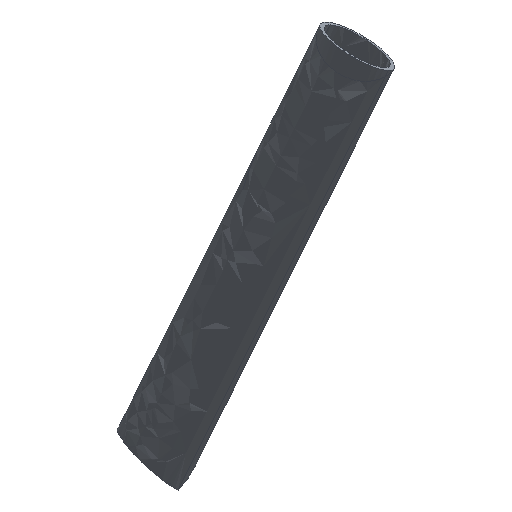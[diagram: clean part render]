
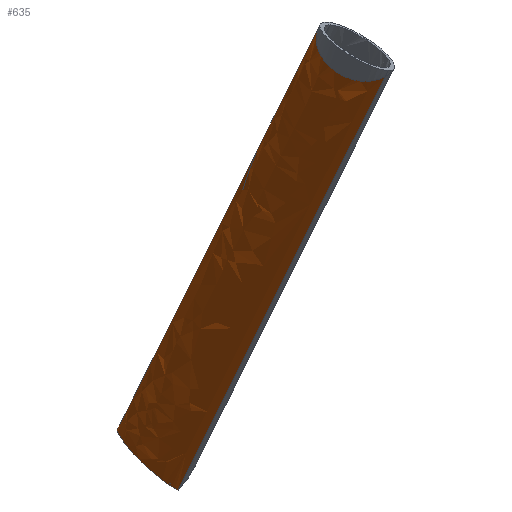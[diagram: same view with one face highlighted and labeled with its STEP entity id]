
A CAD part, isometric view. The second image highlights one B-rep face of the part: STEP entity #635.
In plain terms, the highlighted free-form (B-spline) face has degree [5, 4] with [6, 5] control points.
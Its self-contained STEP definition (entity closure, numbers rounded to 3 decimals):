
#61=CARTESIAN_POINT('Vertex',(-435.,-276.405,184.364)) ;
#118=CARTESIAN_POINT('Vertex',(-439.01,-254.198,194.326)) ;
#152=CARTESIAN_POINT('Vertex',(-435.,-252.329,191.775)) ;
#156=CARTESIAN_POINT('Control Point',(-435.,-252.329,191.775)) ;
#157=CARTESIAN_POINT('Control Point',(-435.817,-252.574,192.32)) ;
#158=CARTESIAN_POINT('Control Point',(-436.633,-252.885,192.851)) ;
#159=CARTESIAN_POINT('Control Point',(-437.44,-253.261,193.364)) ;
#160=CARTESIAN_POINT('Control Point',(-438.234,-253.699,193.857)) ;
#161=CARTESIAN_POINT('Control Point',(-439.01,-254.198,194.326)) ;
#266=CARTESIAN_POINT('Axis2P3D Location',(-435.,-265.,189.48)) ;
#334=CARTESIAN_POINT('Vertex',(-435.,-191.405,-5.116)) ;
#340=CARTESIAN_POINT('Control Point',(-435.,-191.405,-5.116)) ;
#341=CARTESIAN_POINT('Control Point',(-435.214,-191.492,-4.921)) ;
#342=CARTESIAN_POINT('Control Point',(-435.427,-191.576,-4.724)) ;
#343=CARTESIAN_POINT('Control Point',(-435.659,-191.662,-4.508)) ;
#344=CARTESIAN_POINT('Control Point',(-436.141,-191.83,-4.055)) ;
#345=CARTESIAN_POINT('Control Point',(-436.624,-191.976,-3.592)) ;
#346=CARTESIAN_POINT('Control Point',(-436.856,-192.041,-3.367)) ;
#347=CARTESIAN_POINT('Control Point',(-437.644,-192.246,-2.596)) ;
#348=CARTESIAN_POINT('Control Point',(-438.428,-192.391,-1.801)) ;
#349=CARTESIAN_POINT('Control Point',(-438.997,-192.463,-1.211)) ;
#350=CARTESIAN_POINT('Control Point',(-439.56,-192.5,-0.61)) ;
#351=CARTESIAN_POINT('Control Point',(-440.116,-192.5,0.)) ;
#352=CARTESIAN_POINT('Vertex',(-440.116,-192.5,0.)) ;
#374=CARTESIAN_POINT('Vertex',(-439.541,-171.233,8.91)) ;
#487=CARTESIAN_POINT('Control Point',(-439.541,-171.233,8.91)) ;
#488=CARTESIAN_POINT('Control Point',(-440.181,-171.722,9.392)) ;
#489=CARTESIAN_POINT('Control Point',(-440.813,-172.253,9.847)) ;
#490=CARTESIAN_POINT('Control Point',(-441.436,-172.824,10.273)) ;
#491=CARTESIAN_POINT('Control Point',(-442.891,-174.291,11.21)) ;
#492=CARTESIAN_POINT('Control Point',(-444.237,-176.001,11.917)) ;
#493=CARTESIAN_POINT('Control Point',(-444.971,-177.082,12.237)) ;
#494=CARTESIAN_POINT('Control Point',(-446.069,-179.023,12.57)) ;
#495=CARTESIAN_POINT('Control Point',(-446.863,-181.135,12.492)) ;
#496=CARTESIAN_POINT('Control Point',(-447.121,-182.004,12.386)) ;
#497=CARTESIAN_POINT('Control Point',(-447.448,-183.541,12.054)) ;
#498=CARTESIAN_POINT('Control Point',(-447.528,-185.034,11.473)) ;
#499=CARTESIAN_POINT('Control Point',(-447.515,-185.661,11.177)) ;
#500=CARTESIAN_POINT('Control Point',(-447.37,-187.076,10.383)) ;
#501=CARTESIAN_POINT('Control Point',(-446.979,-188.315,9.399)) ;
#502=CARTESIAN_POINT('Control Point',(-446.681,-188.955,8.785)) ;
#503=CARTESIAN_POINT('Control Point',(-445.937,-190.139,7.439)) ;
#504=CARTESIAN_POINT('Control Point',(-444.987,-191.014,6.006)) ;
#505=CARTESIAN_POINT('Control Point',(-444.449,-191.391,5.246)) ;
#506=CARTESIAN_POINT('Control Point',(-443.307,-191.999,3.722)) ;
#507=CARTESIAN_POINT('Control Point',(-442.066,-192.339,2.209)) ;
#508=CARTESIAN_POINT('Control Point',(-441.429,-192.447,1.462)) ;
#509=CARTESIAN_POINT('Control Point',(-440.777,-192.5,0.725)) ;
#510=CARTESIAN_POINT('Control Point',(-440.116,-192.5,0.)) ;
#559=CARTESIAN_POINT('Vertex',(-435.,-170.786,10.)) ;
#563=CARTESIAN_POINT('Control Point',(-435.,-252.329,191.775)) ;
#564=CARTESIAN_POINT('Control Point',(-435.,-236.021,155.42)) ;
#565=CARTESIAN_POINT('Control Point',(-435.,-219.712,119.065)) ;
#566=CARTESIAN_POINT('Control Point',(-435.,-203.403,82.71)) ;
#567=CARTESIAN_POINT('Control Point',(-435.,-187.095,46.355)) ;
#568=CARTESIAN_POINT('Control Point',(-435.,-170.786,10.)) ;
#571=CARTESIAN_POINT('Control Point',(-435.,-276.405,184.364)) ;
#572=CARTESIAN_POINT('Control Point',(-435.,-259.405,146.468)) ;
#573=CARTESIAN_POINT('Control Point',(-435.,-242.405,108.572)) ;
#574=CARTESIAN_POINT('Control Point',(-435.,-225.405,70.676)) ;
#575=CARTESIAN_POINT('Control Point',(-435.,-208.405,32.78)) ;
#576=CARTESIAN_POINT('Control Point',(-435.,-191.405,-5.116)) ;
#589=CARTESIAN_POINT('Control Point',(-435.,-276.405,184.364)) ;
#590=CARTESIAN_POINT('Control Point',(-447.5,-276.405,184.364)) ;
#591=CARTESIAN_POINT('Control Point',(-453.75,-265.,189.48)) ;
#592=CARTESIAN_POINT('Control Point',(-447.5,-253.595,194.596)) ;
#593=CARTESIAN_POINT('Control Point',(-435.,-253.595,194.596)) ;
#594=CARTESIAN_POINT('Control Point',(-435.,-259.405,146.468)) ;
#595=CARTESIAN_POINT('Control Point',(-447.5,-259.405,146.468)) ;
#596=CARTESIAN_POINT('Control Point',(-453.75,-248.,151.584)) ;
#597=CARTESIAN_POINT('Control Point',(-447.5,-236.595,156.7)) ;
#598=CARTESIAN_POINT('Control Point',(-435.,-236.595,156.7)) ;
#599=CARTESIAN_POINT('Control Point',(-435.,-242.405,108.572)) ;
#600=CARTESIAN_POINT('Control Point',(-447.5,-242.405,108.572)) ;
#601=CARTESIAN_POINT('Control Point',(-453.75,-231.,113.688)) ;
#602=CARTESIAN_POINT('Control Point',(-447.5,-219.595,118.804)) ;
#603=CARTESIAN_POINT('Control Point',(-435.,-219.595,118.804)) ;
#604=CARTESIAN_POINT('Control Point',(-435.,-225.405,70.676)) ;
#605=CARTESIAN_POINT('Control Point',(-447.5,-225.405,70.676)) ;
#606=CARTESIAN_POINT('Control Point',(-453.75,-214.,75.792)) ;
#607=CARTESIAN_POINT('Control Point',(-447.5,-202.595,80.908)) ;
#608=CARTESIAN_POINT('Control Point',(-435.,-202.595,80.908)) ;
#609=CARTESIAN_POINT('Control Point',(-435.,-208.405,32.78)) ;
#610=CARTESIAN_POINT('Control Point',(-447.5,-208.405,32.78)) ;
#611=CARTESIAN_POINT('Control Point',(-453.75,-197.,37.896)) ;
#612=CARTESIAN_POINT('Control Point',(-447.5,-185.595,43.012)) ;
#613=CARTESIAN_POINT('Control Point',(-435.,-185.595,43.012)) ;
#614=CARTESIAN_POINT('Control Point',(-435.,-191.405,-5.116)) ;
#615=CARTESIAN_POINT('Control Point',(-447.5,-191.405,-5.116)) ;
#616=CARTESIAN_POINT('Control Point',(-453.75,-180.,0.)) ;
#617=CARTESIAN_POINT('Control Point',(-447.5,-168.595,5.116)) ;
#618=CARTESIAN_POINT('Control Point',(-435.,-168.595,5.116)) ;
#620=CARTESIAN_POINT('Control Point',(-439.541,-171.233,8.91)) ;
#621=CARTESIAN_POINT('Control Point',(-438.482,-171.022,9.449)) ;
#622=CARTESIAN_POINT('Control Point',(-437.34,-170.863,9.82)) ;
#623=CARTESIAN_POINT('Control Point',(-436.162,-170.786,10.)) ;
#624=CARTESIAN_POINT('Control Point',(-435.,-170.786,10.)) ;
#267=DIRECTION('Axis2P3D Direction',(0.,0.409,-0.912)) ;
#268=AXIS2_PLACEMENT_3D('Circle Axis2P3D',#266,#267,$) ;
#627=ORIENTED_EDGE('',*,*,#625,.F.) ;
#628=ORIENTED_EDGE('',*,*,#511,.T.) ;
#629=ORIENTED_EDGE('',*,*,#354,.F.) ;
#630=ORIENTED_EDGE('',*,*,#577,.F.) ;
#631=ORIENTED_EDGE('',*,*,#270,.T.) ;
#632=ORIENTED_EDGE('',*,*,#162,.F.) ;
#633=ORIENTED_EDGE('',*,*,#569,.T.) ;
#635=ADVANCED_FACE('Corps principal',(#634),#588,.F.) ;
#155=B_SPLINE_CURVE_WITH_KNOTS('',5,(#156,#157,#158,#159,#160,#161),.UNSPECIFIED.,.F.,.U.,(6,6),(0.,7.424),.UNSPECIFIED.) ;
#339=B_SPLINE_CURVE_WITH_KNOTS('',5,(#340,#341,#342,#343,#344,#345,#346,#347,#348,#349,#350,#351),.UNSPECIFIED.,.F.,.U.,(6,3,3,6),(0.,2.198,4.397,10.283),.UNSPECIFIED.) ;
#486=B_SPLINE_CURVE_WITH_KNOTS('',5,(#487,#488,#489,#490,#491,#492,#493,#494,#495,#496,#497,#498,#499,#500,#501,#502,#503,#504,#505,#506,#507,#508,#509,#510),.UNSPECIFIED.,.F.,.U.,(6,3,3,3,3,3,3,6),(8.9,15.61,24.95,31.201,35.952,42.374,49.369,56.364),.UNSPECIFIED.) ;
#619=B_SPLINE_CURVE_WITH_KNOTS('',4,(#620,#621,#622,#623,#624),.UNSPECIFIED.,.F.,.U.,(5,5),(10.89,17.834),.UNSPECIFIED.) ;
#269=CIRCLE('generated circle',#268,12.5) ;
#162=EDGE_CURVE('',#153,#119,#155,.T.) ;
#270=EDGE_CURVE('',#62,#119,#269,.T.) ;
#354=EDGE_CURVE('',#335,#353,#339,.T.) ;
#511=EDGE_CURVE('',#375,#353,#486,.T.) ;
#569=EDGE_CURVE('',#153,#560,#562,.T.) ;
#577=EDGE_CURVE('',#62,#335,#570,.T.) ;
#625=EDGE_CURVE('',#375,#560,#619,.T.) ;
#626=EDGE_LOOP('',(#627,#628,#629,#630,#631,#632,#633)) ;
#634=FACE_OUTER_BOUND('',#626,.T.) ;
#62=VERTEX_POINT('',#61) ;
#119=VERTEX_POINT('',#118) ;
#153=VERTEX_POINT('',#152) ;
#335=VERTEX_POINT('',#334) ;
#353=VERTEX_POINT('',#352) ;
#375=VERTEX_POINT('',#374) ;
#560=VERTEX_POINT('',#559) ;
#562=(BOUNDED_CURVE()B_SPLINE_CURVE(5,(#563,#564,#565,#566,#567,#568),.UNSPECIFIED.,.F.,.U.)B_SPLINE_CURVE_WITH_KNOTS((6,6),(3.092,202.319),.UNSPECIFIED.)CURVE()GEOMETRIC_REPRESENTATION_ITEM()RATIONAL_B_SPLINE_CURVE((1.,1.,1.,1.,1.,1.))REPRESENTATION_ITEM('')) ;
#570=(BOUNDED_CURVE()B_SPLINE_CURVE(5,(#571,#572,#573,#574,#575,#576),.UNSPECIFIED.,.F.,.U.)B_SPLINE_CURVE_WITH_KNOTS((6,6),(0.,207.672),.UNSPECIFIED.)CURVE()GEOMETRIC_REPRESENTATION_ITEM()RATIONAL_B_SPLINE_CURVE((1.,1.,1.,1.,1.,1.))REPRESENTATION_ITEM('')) ;
#588=(BOUNDED_SURFACE()B_SPLINE_SURFACE(5,4,((#589,#590,#591,#592,#593),(#594,#595,#596,#597,#598),(#599,#600,#601,#602,#603),(#604,#605,#606,#607,#608),(#609,#610,#611,#612,#613),(#614,#615,#616,#617,#618)),.UNSPECIFIED.,.F.,.F.,.U.)B_SPLINE_SURFACE_WITH_KNOTS((6,6),(5,5),(0.,207.672),(39.27,78.54),.UNSPECIFIED.)GEOMETRIC_REPRESENTATION_ITEM()RATIONAL_B_SPLINE_SURFACE(((1.,0.707,0.667,0.707,1.),(1.,0.707,0.667,0.707,1.),(1.,0.707,0.667,0.707,1.),(1.,0.707,0.667,0.707,1.),(1.,0.707,0.667,0.707,1.),(1.,0.707,0.667,0.707,1.)))REPRESENTATION_ITEM('Rational BSpline Surface')SURFACE()) ;
